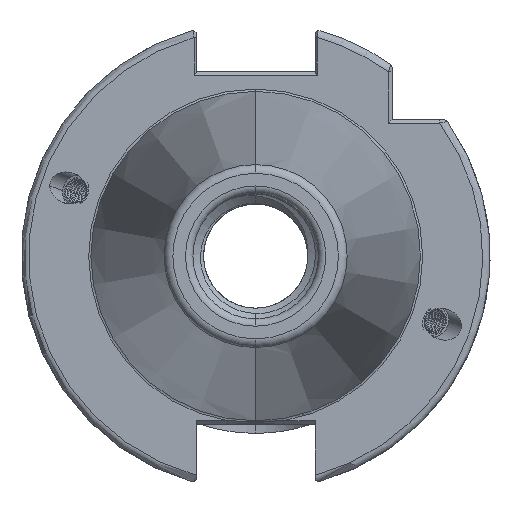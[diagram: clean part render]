
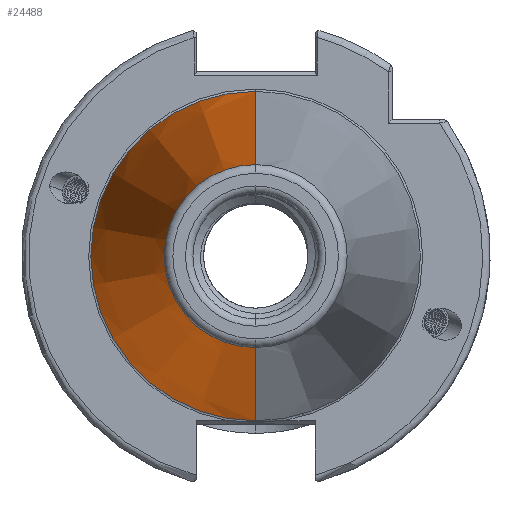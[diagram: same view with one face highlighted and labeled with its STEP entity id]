
A CAD part, left-side view. The second image highlights one B-rep face of the part: STEP entity #24488.
In plain terms, the highlighted conical face has half-angle 8.297 degrees and reference radius 22.692 mm.
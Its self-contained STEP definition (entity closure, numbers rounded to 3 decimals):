
#1139 = CIRCLE ( 'NONE', #23119, 12.4 ) ;
#1443 = CONICAL_SURFACE ( 'NONE', #6364, 22.692, 0.145 ) ;
#1446 = FACE_OUTER_BOUND ( 'NONE', #19889, .T. ) ;
#2721 = CARTESIAN_POINT ( 'NONE',  ( 0., 0., 0. ) ) ;
#2766 = DIRECTION ( 'NONE',  ( 1., 0., 0. ) ) ;
#2767 = DIRECTION ( 'NONE',  ( 0., 0., -1. ) ) ;
#3793 = LINE ( 'NONE', #17325, #3795 ) ;
#3795 = VECTOR ( 'NONE', #17330, 1000. ) ;
#3981 = EDGE_CURVE ( 'NONE', #5926, #5999, #3793, .T. ) ;
#3991 = EDGE_CURVE ( 'NONE', #5999, #5908, #6107, .T. ) ;
#3992 = EDGE_CURVE ( 'NONE', #5942, #5908, #6100, .T. ) ;
#4419 = EDGE_CURVE ( 'NONE', #5926, #5942, #1139, .T. ) ;
#5908 = VERTEX_POINT ( 'NONE', #18082 ) ;
#5926 = VERTEX_POINT ( 'NONE', #18102 ) ;
#5942 = VERTEX_POINT ( 'NONE', #18124 ) ;
#5999 = VERTEX_POINT ( 'NONE', #16007 ) ;
#6063 = VECTOR ( 'NONE', #16286, 1000. ) ;
#6100 = LINE ( 'NONE', #16280, #6063 ) ;
#6107 = CIRCLE ( 'NONE', #23361, 22.327 ) ;
#6364 = AXIS2_PLACEMENT_3D ( 'NONE', #2721, #2766, #2767 ) ;
#16007 = CARTESIAN_POINT ( 'NONE',  ( -2.5, 0., -22.327 ) ) ;
#16263 = CARTESIAN_POINT ( 'NONE',  ( -2.5, 0., 0. ) ) ;
#16264 = DIRECTION ( 'NONE',  ( 1., 0., 0. ) ) ;
#16266 = DIRECTION ( 'NONE',  ( 0., 0., -1. ) ) ;
#16280 = CARTESIAN_POINT ( 'NONE',  ( 0., 0., 22.692 ) ) ;
#16286 = DIRECTION ( 'NONE',  ( 0.99, 0., 0.144 ) ) ;
#17325 = CARTESIAN_POINT ( 'NONE',  ( 0., 0., -22.692 ) ) ;
#17330 = DIRECTION ( 'NONE',  ( 0.99, 0., -0.144 ) ) ;
#17699 = CARTESIAN_POINT ( 'NONE',  ( -70.573, 0., 0. ) ) ;
#17756 = DIRECTION ( 'NONE',  ( 0., 0., 1. ) ) ;
#17758 = DIRECTION ( 'NONE',  ( 1., 0., 0. ) ) ;
#18082 = CARTESIAN_POINT ( 'NONE',  ( -2.5, 0., 22.327 ) ) ;
#18102 = CARTESIAN_POINT ( 'NONE',  ( -70.573, 0., -12.4 ) ) ;
#18124 = CARTESIAN_POINT ( 'NONE',  ( -70.573, 0., 12.4 ) ) ;
#19889 = EDGE_LOOP ( 'NONE', ( #22992, #22953, #23005, #22974 ) ) ;
#22953 = ORIENTED_EDGE ( 'NONE', *, *, #3992, .T. ) ;
#22974 = ORIENTED_EDGE ( 'NONE', *, *, #3981, .F. ) ;
#22992 = ORIENTED_EDGE ( 'NONE', *, *, #4419, .T. ) ;
#23005 = ORIENTED_EDGE ( 'NONE', *, *, #3991, .F. ) ;
#23119 = AXIS2_PLACEMENT_3D ( 'NONE', #17699, #17758, #17756 ) ;
#23361 = AXIS2_PLACEMENT_3D ( 'NONE', #16263, #16264, #16266 ) ;
#24488 = ADVANCED_FACE ( 'NONE', ( #1446 ), #1443, .T. ) ;
